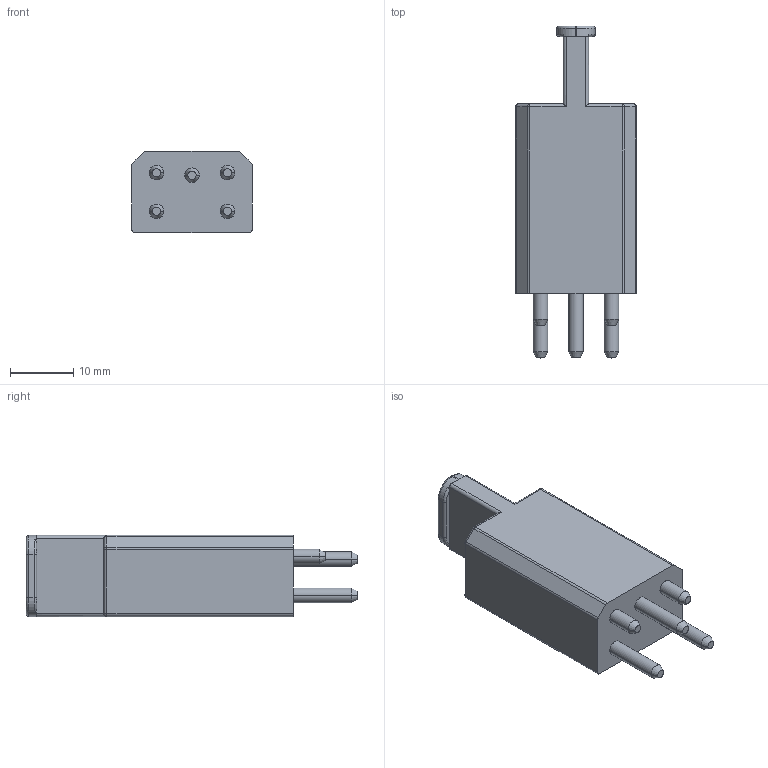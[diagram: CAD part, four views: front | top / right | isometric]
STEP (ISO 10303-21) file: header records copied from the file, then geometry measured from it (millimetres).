
FILE_DESCRIPTION((''),'2;1');
FILE_NAME('2410-3_MODULE','2012-08-22T',('ryans'),('Bourns, Inc.'),'PRO/ENGINEER BY PARAMETRIC TECHNOLOGY CORPORATION, 2010100','PRO/ENGINEER BY PARAMETRIC TECHNOLOGY CORPORATION, 2010100','');
FILE_SCHEMA(('CONFIG_CONTROL_DESIGN'));
Length unit declared in the file: millimetre
Products named in the file (1): 2410-3_MODULE
Bounding box: 19 x 52.37 x 12.8 mm (x, y, z)
Volume: 7949 mm3; surface area: 3021.6 mm2
Topology: 1 solids, 1 shells, 93 faces, 208 edges, 124 vertices
Faces by surface type: cylinder 42, plane 27, cone 10, torus 8, sphere 6
Entity records: 2662 total; most frequent: CARTESIAN_POINT 497, DIRECTION 484, ORIENTED_EDGE 416, EDGE_CURVE 208, AXIS2_PLACEMENT_3D 191, VERTEX_POINT 124, VECTOR 102, LINE 102
